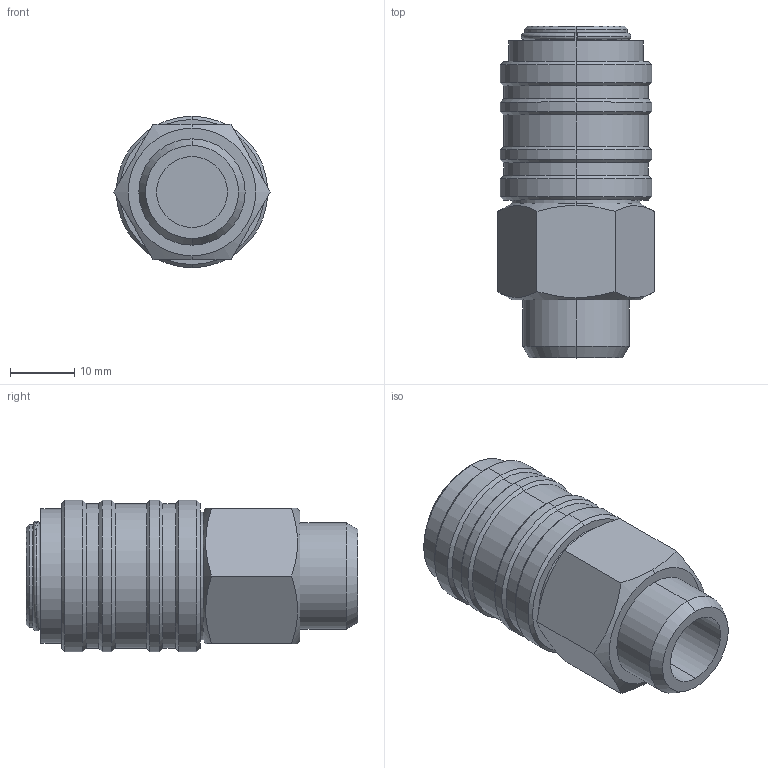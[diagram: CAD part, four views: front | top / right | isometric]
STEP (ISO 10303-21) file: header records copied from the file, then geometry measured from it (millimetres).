
FILE_DESCRIPTION (( 'STEP AP203' ), '1' );
FILE_NAME ('X7100103.STEP', '2011-10-26T15:08:34', ( 'SP' ), ( 'sopra-pneumatic' ), 'SwSTEP 2.0', 'SolidWorks 2011', '' );
FILE_SCHEMA (( 'CONFIG_CONTROL_DESIGN' ));
Length unit declared in the file: millimetre
Products named in the file (1): X7100103
Bounding box: 24.25 x 51.5 x 23.5 mm (x, y, z)
Volume: 16382.7 mm3; surface area: 5219.2 mm2
Topology: 2 solids, 2 shells, 82 faces, 168 edges, 98 vertices
Faces by surface type: cylinder 30, cone 28, plane 18, torus 6
Entity records: 2347 total; most frequent: CARTESIAN_POINT 521, DIRECTION 398, ORIENTED_EDGE 336, EDGE_CURVE 168, AXIS2_PLACEMENT_3D 167, VERTEX_POINT 98, EDGE_LOOP 90, CIRCLE 84
